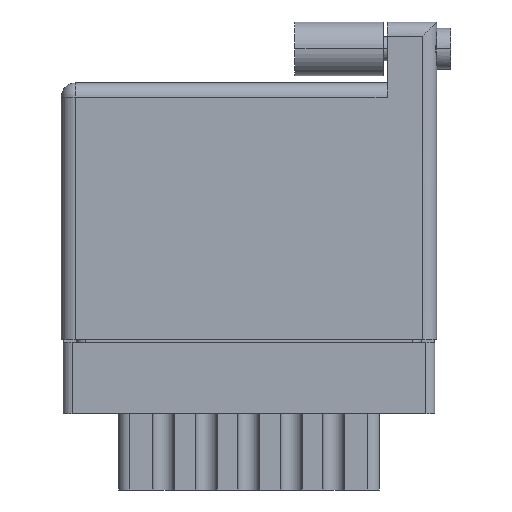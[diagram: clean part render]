
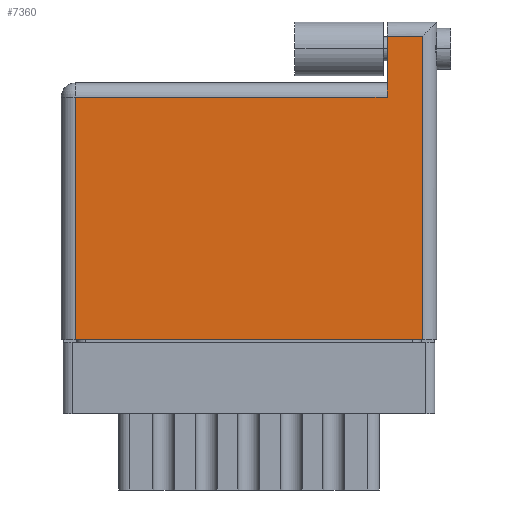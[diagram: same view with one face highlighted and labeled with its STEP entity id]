
A CAD part, front view. The second image highlights one B-rep face of the part: STEP entity #7360.
In plain terms, the highlighted face is planar.
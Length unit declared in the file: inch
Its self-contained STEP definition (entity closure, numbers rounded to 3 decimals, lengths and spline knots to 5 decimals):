
#143 = VERTEX_POINT ( 'NONE', #1543 ) ;
#235 = FACE_OUTER_BOUND ( 'NONE', #18211, .T. ) ;
#413 = CARTESIAN_POINT ( 'NONE',  ( 1.15, 1.07, 0. ) ) ;
#558 = CARTESIAN_POINT ( 'NONE',  ( 0., 0.856, 0. ) ) ;
#692 = ORIENTED_EDGE ( 'NONE', *, *, #13934, .T. ) ;
#964 = LINE ( 'NONE', #19957, #19960 ) ;
#1238 = LINE ( 'NONE', #21647, #12324 ) ;
#1543 = CARTESIAN_POINT ( 'NONE',  ( 1.15, 0.856, 0. ) ) ;
#3705 = VERTEX_POINT ( 'NONE', #13194 ) ;
#4070 = CARTESIAN_POINT ( 'NONE',  ( 1.275, 0., 0. ) ) ;
#4606 = DIRECTION ( 'NONE',  ( -1., 0., 0. ) ) ;
#4838 = DIRECTION ( 'NONE',  ( 0., -1., 0. ) ) ;
#5360 = CARTESIAN_POINT ( 'NONE',  ( 0.05, 0.856, 0. ) ) ;
#5563 = DIRECTION ( 'NONE',  ( 1., 0., 0. ) ) ;
#5900 = EDGE_CURVE ( 'NONE', #3705, #18156, #12695, .T. ) ;
#7019 = VECTOR ( 'NONE', #5563, 39.37008 ) ;
#7360 = ADVANCED_FACE ( 'NONE', ( #235 ), #25130, .F. ) ;
#9396 = DIRECTION ( 'NONE',  ( 0., 1., 0. ) ) ;
#10071 = ORIENTED_EDGE ( 'NONE', *, *, #5900, .T. ) ;
#10638 = VERTEX_POINT ( 'NONE', #5360 ) ;
#10787 = EDGE_CURVE ( 'NONE', #19160, #21415, #964, .T. ) ;
#11066 = LINE ( 'NONE', #17741, #17041 ) ;
#11862 = DIRECTION ( 'NONE',  ( -1., 0., 0. ) ) ;
#12324 = VECTOR ( 'NONE', #9396, 39.37008 ) ;
#12695 = LINE ( 'NONE', #21758, #7019 ) ;
#12787 = EDGE_CURVE ( 'NONE', #18156, #19160, #1238, .T. ) ;
#12937 = ORIENTED_EDGE ( 'NONE', *, *, #10787, .T. ) ;
#13194 = CARTESIAN_POINT ( 'NONE',  ( 0.05, 0., 0. ) ) ;
#13934 = EDGE_CURVE ( 'NONE', #21415, #143, #11066, .T. ) ;
#16519 = ORIENTED_EDGE ( 'NONE', *, *, #21740, .T. ) ;
#17041 = VECTOR ( 'NONE', #19350, 39.37008 ) ;
#17294 = AXIS2_PLACEMENT_3D ( 'NONE', #20700, #23083, #4606 ) ;
#17355 = VECTOR ( 'NONE', #20803, 39.37008 ) ;
#17741 = CARTESIAN_POINT ( 'NONE',  ( 1.15, 1.12, 0. ) ) ;
#18156 = VERTEX_POINT ( 'NONE', #4070 ) ;
#18211 = EDGE_LOOP ( 'NONE', ( #10071, #23128, #12937, #692, #19810, #16519 ) ) ;
#19125 = EDGE_CURVE ( 'NONE', #143, #10638, #25948, .T. ) ;
#19160 = VERTEX_POINT ( 'NONE', #25236 ) ;
#19185 = CARTESIAN_POINT ( 'NONE',  ( 0.05, 0., 0. ) ) ;
#19350 = DIRECTION ( 'NONE',  ( 0., -1., 0. ) ) ;
#19810 = ORIENTED_EDGE ( 'NONE', *, *, #19125, .T. ) ;
#19957 = CARTESIAN_POINT ( 'NONE',  ( 0., 1.07, 0. ) ) ;
#19960 = VECTOR ( 'NONE', #11862, 39.37008 ) ;
#20700 = CARTESIAN_POINT ( 'NONE',  ( 0., 0.906, 0. ) ) ;
#20803 = DIRECTION ( 'NONE',  ( -1., 0., 0. ) ) ;
#21415 = VERTEX_POINT ( 'NONE', #413 ) ;
#21647 = CARTESIAN_POINT ( 'NONE',  ( 1.275, 1.12, 0. ) ) ;
#21740 = EDGE_CURVE ( 'NONE', #10638, #3705, #22607, .T. ) ;
#21758 = CARTESIAN_POINT ( 'NONE',  ( 0., 0., 0. ) ) ;
#22277 = VECTOR ( 'NONE', #4838, 39.37008 ) ;
#22607 = LINE ( 'NONE', #19185, #22277 ) ;
#23083 = DIRECTION ( 'NONE',  ( 0., 0., -1. ) ) ;
#23128 = ORIENTED_EDGE ( 'NONE', *, *, #12787, .T. ) ;
#25130 = PLANE ( 'NONE',  #17294 ) ;
#25236 = CARTESIAN_POINT ( 'NONE',  ( 1.275, 1.07, 0. ) ) ;
#25948 = LINE ( 'NONE', #558, #17355 ) ;
